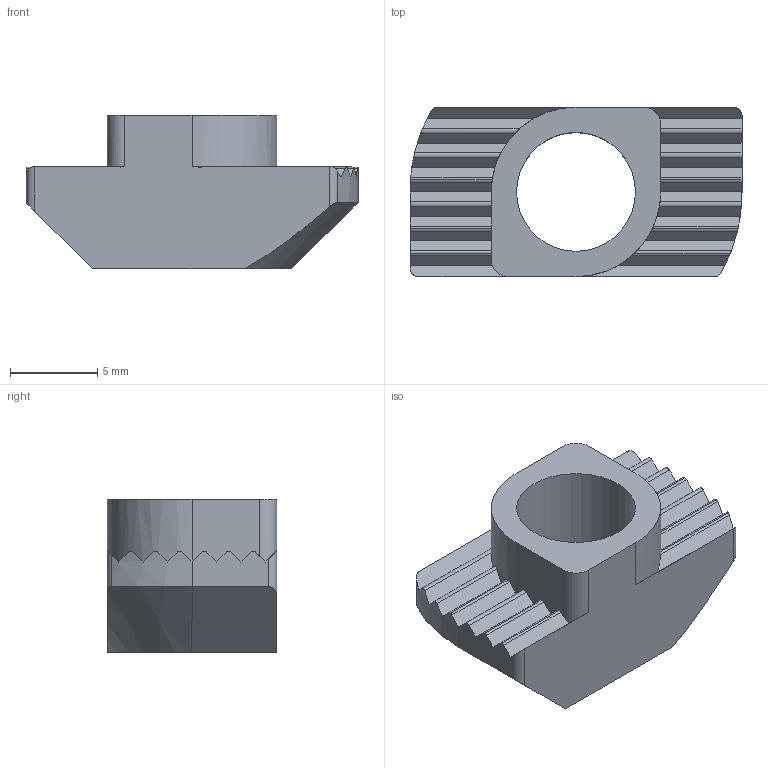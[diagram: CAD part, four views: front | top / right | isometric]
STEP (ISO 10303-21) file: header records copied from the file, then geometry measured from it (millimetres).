
FILE_DESCRIPTION (( 'STEP AP214' ), '1' );
FILE_NAME ('6211550', '2019-01-28T16:53:14', ( '' ), ('JUGARD+KÜNSTNER GmbH'), 'SwSTEP 2.0', 'SolidWorks 2017', '' );
FILE_SCHEMA (( 'AUTOMOTIVE_DESIGN' ));
Length unit declared in the file: millimetre
Products named in the file (1): 6211550
Bounding box: 19 x 9.7 x 8.8 mm (x, y, z)
Volume: 805.4 mm3; surface area: 856.8 mm2
Topology: 1 solids, 1 shells, 70 faces, 198 edges, 130 vertices
Faces by surface type: plane 38, cylinder 30, cone 2
Entity records: 2350 total; most frequent: CARTESIAN_POINT 601, ORIENTED_EDGE 396, DIRECTION 310, EDGE_CURVE 198, VERTEX_POINT 130, VECTOR 108, LINE 108, AXIS2_PLACEMENT_3D 101
